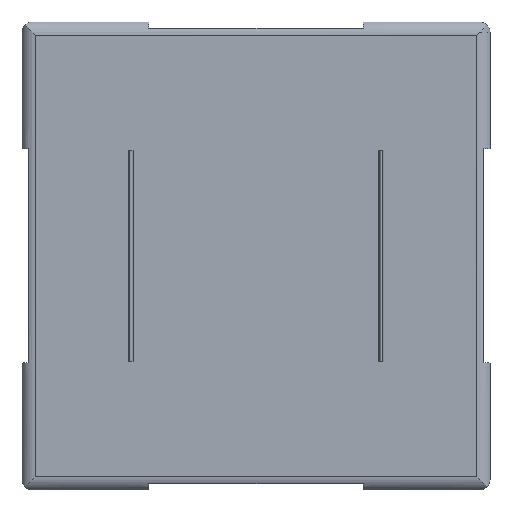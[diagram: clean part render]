
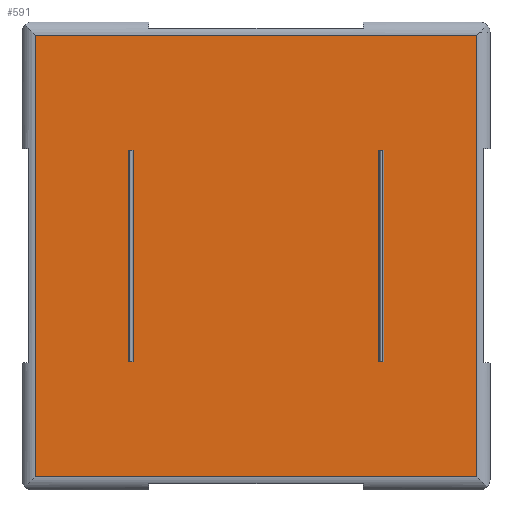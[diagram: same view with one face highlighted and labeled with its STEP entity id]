
A CAD part, top view. The second image highlights one B-rep face of the part: STEP entity #591.
In plain terms, the highlighted planar face has unit normal (0, 0, 1).
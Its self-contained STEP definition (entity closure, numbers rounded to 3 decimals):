
#15=FACE_BOUND('',#102,.T.);
#16=FACE_BOUND('',#103,.T.);
#41=PLANE('',#650);
#68=FACE_OUTER_BOUND('',#101,.T.);
#101=EDGE_LOOP('',(#465,#466,#467,#468));
#102=EDGE_LOOP('',(#469,#470,#471,#472));
#103=EDGE_LOOP('',(#473,#474,#475,#476));
#123=LINE('',#859,#179);
#126=LINE('',#864,#182);
#128=LINE('',#868,#184);
#129=LINE('',#870,#185);
#133=LINE('',#884,#189);
#136=LINE('',#889,#192);
#138=LINE('',#893,#194);
#139=LINE('',#895,#195);
#140=LINE('',#901,#196);
#152=LINE('',#980,#208);
#153=LINE('',#985,#209);
#154=LINE('',#986,#210);
#179=VECTOR('',#690,10.);
#182=VECTOR('',#695,10.);
#184=VECTOR('',#699,10.);
#185=VECTOR('',#702,10.);
#189=VECTOR('',#714,10.);
#192=VECTOR('',#719,10.);
#194=VECTOR('',#723,10.);
#195=VECTOR('',#726,10.);
#196=VECTOR('',#731,7.);
#208=VECTOR('',#763,7.);
#209=VECTOR('',#770,7.);
#210=VECTOR('',#771,7.);
#253=VERTEX_POINT('',#856);
#254=VERTEX_POINT('',#858);
#255=VERTEX_POINT('',#862);
#256=VERTEX_POINT('',#866);
#261=VERTEX_POINT('',#881);
#262=VERTEX_POINT('',#883);
#263=VERTEX_POINT('',#887);
#264=VERTEX_POINT('',#891);
#266=VERTEX_POINT('',#898);
#267=VERTEX_POINT('',#900);
#284=VERTEX_POINT('',#978);
#285=VERTEX_POINT('',#984);
#311=EDGE_CURVE('',#254,#253,#123,.T.);
#314=EDGE_CURVE('',#253,#255,#126,.T.);
#316=EDGE_CURVE('',#255,#256,#128,.T.);
#317=EDGE_CURVE('',#256,#254,#129,.T.);
#323=EDGE_CURVE('',#262,#261,#133,.T.);
#326=EDGE_CURVE('',#261,#263,#136,.T.);
#328=EDGE_CURVE('',#263,#264,#138,.T.);
#329=EDGE_CURVE('',#262,#264,#139,.T.);
#331=EDGE_CURVE('',#266,#267,#140,.T.);
#353=EDGE_CURVE('',#284,#266,#152,.T.);
#355=EDGE_CURVE('',#285,#284,#153,.T.);
#356=EDGE_CURVE('',#267,#285,#154,.T.);
#465=ORIENTED_EDGE('',*,*,#331,.F.);
#466=ORIENTED_EDGE('',*,*,#353,.F.);
#467=ORIENTED_EDGE('',*,*,#355,.F.);
#468=ORIENTED_EDGE('',*,*,#356,.F.);
#469=ORIENTED_EDGE('',*,*,#311,.T.);
#470=ORIENTED_EDGE('',*,*,#314,.T.);
#471=ORIENTED_EDGE('',*,*,#316,.T.);
#472=ORIENTED_EDGE('',*,*,#317,.T.);
#473=ORIENTED_EDGE('',*,*,#323,.T.);
#474=ORIENTED_EDGE('',*,*,#326,.T.);
#475=ORIENTED_EDGE('',*,*,#328,.T.);
#476=ORIENTED_EDGE('',*,*,#329,.F.);
#591=ADVANCED_FACE('',(#68,#15,#16),#41,.T.);
#650=AXIS2_PLACEMENT_3D('',#983,#768,#769);
#690=DIRECTION('',(0.,1.,0.));
#695=DIRECTION('',(1.,0.,0.));
#699=DIRECTION('',(0.,-1.,0.));
#702=DIRECTION('',(-1.,0.,0.));
#714=DIRECTION('',(0.,1.,0.));
#719=DIRECTION('',(1.,0.,0.));
#723=DIRECTION('',(0.,-1.,0.));
#726=DIRECTION('',(1.,0.,0.));
#731=DIRECTION('',(0.,1.,0.));
#763=DIRECTION('',(-1.,0.,0.));
#768=DIRECTION('center_axis',(0.,0.,1.));
#769=DIRECTION('ref_axis',(-1.,0.,0.));
#770=DIRECTION('',(0.,-1.,0.));
#771=DIRECTION('',(1.,0.,0.));
#856=CARTESIAN_POINT('',(-9.7,156.674,4.));
#858=CARTESIAN_POINT('',(-9.7,57.274,4.));
#859=CARTESIAN_POINT('',(-9.7,161.974,4.));
#862=CARTESIAN_POINT('',(-7.5,156.674,4.));
#864=CARTESIAN_POINT('',(20.85,156.674,4.));
#866=CARTESIAN_POINT('',(-7.5,57.274,4.));
#868=CARTESIAN_POINT('',(-7.5,161.974,4.));
#870=CARTESIAN_POINT('',(20.85,57.274,4.));
#881=CARTESIAN_POINT('',(108.1,156.674,4.));
#883=CARTESIAN_POINT('',(108.1,57.274,4.));
#884=CARTESIAN_POINT('',(108.1,161.974,4.));
#887=CARTESIAN_POINT('',(110.3,156.674,4.));
#889=CARTESIAN_POINT('',(79.75,156.674,4.));
#891=CARTESIAN_POINT('',(110.3,57.274,4.));
#893=CARTESIAN_POINT('',(110.3,216.974,4.));
#895=CARTESIAN_POINT('',(110.3,57.274,4.));
#898=CARTESIAN_POINT('',(-53.375,3.299,4.));
#900=CARTESIAN_POINT('',(-53.375,210.65,4.));
#901=CARTESIAN_POINT('',(-53.375,216.974,4.));
#978=CARTESIAN_POINT('',(153.975,3.299,4.));
#980=CARTESIAN_POINT('',(-59.7,3.299,4.));
#983=CARTESIAN_POINT('Origin',(50.3,106.974,4.));
#984=CARTESIAN_POINT('',(153.975,210.65,4.));
#985=CARTESIAN_POINT('',(153.975,-3.026,4.));
#986=CARTESIAN_POINT('',(160.3,210.65,4.));
